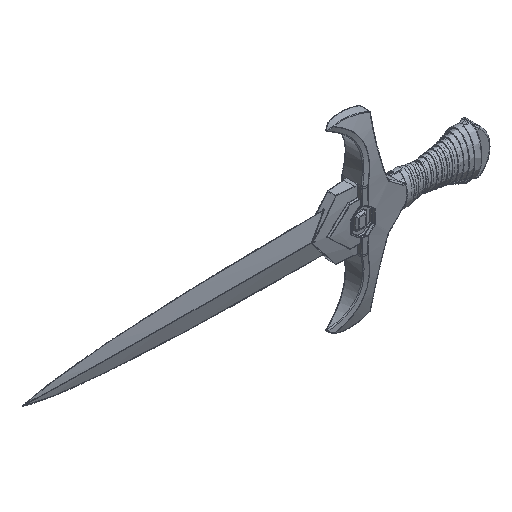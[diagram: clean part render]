
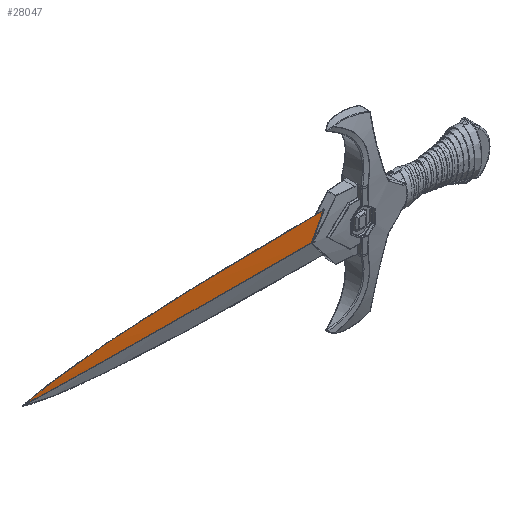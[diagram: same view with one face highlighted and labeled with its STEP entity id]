
A CAD part, isometric view. The second image highlights one B-rep face of the part: STEP entity #28047.
In plain terms, the highlighted free-form (B-spline) face has degree [2, 3] with [5, 8] control points.
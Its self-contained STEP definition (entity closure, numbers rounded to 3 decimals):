
#27506 = VERTEX_POINT('',#27507);
#27507 = CARTESIAN_POINT('',(253.26,-19.787,
    1.339));
#27514 = EDGE_CURVE('',#27515,#27506,#27517,.T.);
#27515 = VERTEX_POINT('',#27516);
#27516 = CARTESIAN_POINT('',(-1221.744,-4.238,
    0.674));
#27517 = B_SPLINE_CURVE_WITH_KNOTS('',3,(#27518,#27519,#27520,#27521,
    #27522,#27523,#27524,#27525,#27526,#27527,#27528,#27529,#27530,
    #27531,#27532,#27533),.UNSPECIFIED.,.F.,.F.,(4,2,2,2,2,2,2,4),(0.,
    0.069,0.138,0.207,0.276,
    0.553,0.829,1.106),.UNSPECIFIED.);
#27518 = CARTESIAN_POINT('',(-1221.744,-4.238,
    0.674));
#27519 = CARTESIAN_POINT('',(-1191.026,-5.197,
    0.763));
#27520 = CARTESIAN_POINT('',(-1160.306,-6.05,
    0.82));
#27521 = CARTESIAN_POINT('',(-1098.861,-7.597,
    0.912));
#27522 = CARTESIAN_POINT('',(-1068.137,-8.292,
    0.947));
#27523 = CARTESIAN_POINT('',(-1006.686,-9.576,
    1.007));
#27524 = CARTESIAN_POINT('',(-975.96,-10.165,
    1.033));
#27525 = CARTESIAN_POINT('',(-914.506,-11.263,
    1.078));
#27526 = CARTESIAN_POINT('',(-883.778,-11.772,
    1.097));
#27527 = CARTESIAN_POINT('',(-730.136,-14.15,
    1.186));
#27528 = CARTESIAN_POINT('',(-607.214,-15.521,
    1.226));
#27529 = CARTESIAN_POINT('',(-361.369,-17.628,1.285
    ));
#27530 = CARTESIAN_POINT('',(-238.445,-18.367,
    1.304));
#27531 = CARTESIAN_POINT('',(7.406,-19.393,1.33
    ));
#27532 = CARTESIAN_POINT('',(130.333,-19.677,
    1.336));
#27533 = CARTESIAN_POINT('',(253.26,-19.787,
    1.339));
#28047 = ADVANCED_FACE('',(#28048),#28105,.T.);
#28048 = FACE_BOUND('',#28049,.T.);
#28049 = EDGE_LOOP('',(#28050,#28093,#28094));
#28050 = ORIENTED_EDGE('',*,*,#28051,.T.);
#28051 = EDGE_CURVE('',#28052,#27515,#28054,.T.);
#28052 = VERTEX_POINT('',#28053);
#28053 = CARTESIAN_POINT('',(329.94,-4.238,
    98.769));
#28054 = B_SPLINE_CURVE_WITH_KNOTS('',3,(#28055,#28056,#28057,#28058,
    #28059,#28060,#28061,#28062,#28063,#28064,#28065,#28066,#28067,
    #28068,#28069,#28070,#28071,#28072,#28073,#28074,#28075,#28076,
    #28077,#28078,#28079,#28080,#28081,#28082,#28083,#28084,#28085,
    #28086,#28087,#28088,#28089,#28090,#28091,#28092),.UNSPECIFIED.,.F.,
  .F.,(4,2,2,2,2,2,2,2,2,2,2,2,2,2,2,2,2,2,4),(0.,0.146,
    0.292,0.438,0.584,0.657,
    0.73,0.803,0.876,0.912,
    0.949,0.985,1.022,1.058,
    1.095,1.113,1.131,1.149,
    1.168),.UNSPECIFIED.);
#28055 = CARTESIAN_POINT('',(329.94,-4.238,
    98.769));
#28056 = CARTESIAN_POINT('',(265.032,-4.238,
    98.669));
#28057 = CARTESIAN_POINT('',(200.123,-4.238,
    98.343));
#28058 = CARTESIAN_POINT('',(70.322,-4.238,
    97.168));
#28059 = CARTESIAN_POINT('',(5.429,-4.238,
    96.319));
#28060 = CARTESIAN_POINT('',(-124.339,-4.238,
    94.002));
#28061 = CARTESIAN_POINT('',(-189.214,-4.238,
    92.535));
#28062 = CARTESIAN_POINT('',(-318.941,-4.238,
    88.84));
#28063 = CARTESIAN_POINT('',(-383.794,-4.238,
    86.614));
#28064 = CARTESIAN_POINT('',(-481.051,-4.238,
    82.536));
#28065 = CARTESIAN_POINT('',(-513.467,-4.238,
    81.052));
#28066 = CARTESIAN_POINT('',(-578.29,-4.238,
    77.795));
#28067 = CARTESIAN_POINT('',(-610.697,-4.238,
    76.022));
#28068 = CARTESIAN_POINT('',(-675.501,-4.238,
    72.126));
#28069 = CARTESIAN_POINT('',(-707.898,-4.238,
    70.004));
#28070 = CARTESIAN_POINT('',(-772.652,-4.238,
    65.329));
#28071 = CARTESIAN_POINT('',(-805.012,-4.238,
    62.776));
#28072 = CARTESIAN_POINT('',(-853.518,-4.238,
    58.53));
#28073 = CARTESIAN_POINT('',(-869.681,-4.238,
    57.045));
#28074 = CARTESIAN_POINT('',(-901.994,-4.238,
    53.911));
#28075 = CARTESIAN_POINT('',(-918.144,-4.238,
    52.262));
#28076 = CARTESIAN_POINT('',(-950.415,-4.238,
    48.773));
#28077 = CARTESIAN_POINT('',(-966.537,-4.238,
    46.932));
#28078 = CARTESIAN_POINT('',(-998.75,-4.238,
    43.017));
#28079 = CARTESIAN_POINT('',(-1014.841,-4.238,
    40.942));
#28080 = CARTESIAN_POINT('',(-1046.982,-4.238,
    36.5));
#28081 = CARTESIAN_POINT('',(-1063.033,-4.238,
    34.133));
#28082 = CARTESIAN_POINT('',(-1095.083,-4.238,
    29.014));
#28083 = CARTESIAN_POINT('',(-1111.084,-4.238,
    26.263));
#28084 = CARTESIAN_POINT('',(-1135.025,-4.238,
    21.732));
#28085 = CARTESIAN_POINT('',(-1142.989,-4.238,
    20.155));
#28086 = CARTESIAN_POINT('',(-1158.878,-4.238,
    16.838));
#28087 = CARTESIAN_POINT('',(-1166.803,-4.238,
    15.098));
#28088 = CARTESIAN_POINT('',(-1182.604,-4.238,
    11.411));
#28089 = CARTESIAN_POINT('',(-1190.48,-4.238,
    9.465));
#28090 = CARTESIAN_POINT('',(-1206.167,-4.238,
    5.3));
#28091 = CARTESIAN_POINT('',(-1213.978,-4.238,
    3.083));
#28092 = CARTESIAN_POINT('',(-1221.744,-4.238,
    0.674));
#28093 = ORIENTED_EDGE('',*,*,#27514,.T.);
#28094 = ORIENTED_EDGE('',*,*,#28095,.F.);
#28095 = EDGE_CURVE('',#28052,#27506,#28096,.T.);
#28096 = B_SPLINE_CURVE_WITH_KNOTS('',3,(#28097,#28098,#28099,#28100,
    #28101,#28102,#28103,#28104),.UNSPECIFIED.,.F.,.F.,(4,2,2,4),(
    0.001,0.025,0.048,
    0.095),.UNSPECIFIED.);
#28097 = CARTESIAN_POINT('',(329.94,-4.238,
    98.769));
#28098 = CARTESIAN_POINT('',(323.521,-5.104,
    90.612));
#28099 = CARTESIAN_POINT('',(317.109,-6.1,
    82.465));
#28100 = CARTESIAN_POINT('',(304.3,-8.315,
    66.19));
#28101 = CARTESIAN_POINT('',(297.902,-9.534,
    58.061));
#28102 = CARTESIAN_POINT('',(278.731,-13.477,
    33.703));
#28103 = CARTESIAN_POINT('',(265.981,-16.486,
    17.503));
#28104 = CARTESIAN_POINT('',(253.26,-19.787,
    1.339));
#28105 = B_SPLINE_SURFACE_WITH_KNOTS('',2,3,(
    (#28106,#28107,#28108,#28109,#28110,#28111,#28112,#28113)
    ,(#28114,#28115,#28116,#28117,#28118,#28119,#28120,#28121)
    ,(#28122,#28123,#28124,#28125,#28126,#28127,#28128,#28129)
    ,(#28130,#28131,#28132,#28133,#28134,#28135,#28136,#28137)
    ,(#28138,#28139,#28140,#28141,#28142,#28143,#28144,#28145
  )),.UNSPECIFIED.,.F.,.F.,.F.,(3,2,3),(4,1,1,1,1,4),(
    -0.004,0.,0.441),(0.,0.187,
    0.373,0.56,0.78,1.),.UNSPECIFIED.);
#28106 = CARTESIAN_POINT('',(372.92,-20.34,
    -1.092));
#28107 = CARTESIAN_POINT('',(219.917,-20.34,
    -1.087));
#28108 = CARTESIAN_POINT('',(-69.138,-20.34,
    -3.557));
#28109 = CARTESIAN_POINT('',(-446.029,-20.34,
    -14.435));
#28110 = CARTESIAN_POINT('',(-778.668,-20.34,
    -32.982));
#28111 = CARTESIAN_POINT('',(-1048.23,-20.34,
    -61.2));
#28112 = CARTESIAN_POINT('',(-1159.571,-20.34,
    -83.61));
#28113 = CARTESIAN_POINT('',(-1196.809,-20.34,
    -96.213));
#28114 = CARTESIAN_POINT('',(372.92,-20.227,
    -0.546));
#28115 = CARTESIAN_POINT('',(219.913,-20.227,
    -0.541));
#28116 = CARTESIAN_POINT('',(-69.148,-20.227,
    -3.012));
#28117 = CARTESIAN_POINT('',(-446.05,-20.227,
    -13.89));
#28118 = CARTESIAN_POINT('',(-778.709,-20.227,
    -32.438));
#28119 = CARTESIAN_POINT('',(-1048.294,-20.227,
    -60.655));
#28120 = CARTESIAN_POINT('',(-1159.705,-20.227,
    -83.083));
#28121 = CARTESIAN_POINT('',(-1196.977,-20.227,
    -95.694));
#28122 = CARTESIAN_POINT('',(372.92,-20.115,
    0.));
#28123 = CARTESIAN_POINT('',(219.91,-20.115,
    0.005));
#28124 = CARTESIAN_POINT('',(-69.157,-20.115,
    -2.466));
#28125 = CARTESIAN_POINT('',(-446.071,-20.115,
    -13.344));
#28126 = CARTESIAN_POINT('',(-778.751,-20.115,
    -31.894));
#28127 = CARTESIAN_POINT('',(-1048.358,-20.115,
    -60.111));
#28128 = CARTESIAN_POINT('',(-1159.838,-20.115,
    -82.555));
#28129 = CARTESIAN_POINT('',(-1197.146,-20.115,
    -95.174));
#28130 = CARTESIAN_POINT('',(372.92,-8.863,
    54.579));
#28131 = CARTESIAN_POINT('',(219.598,-8.863,
    54.581));
#28132 = CARTESIAN_POINT('',(-70.095,-8.863,
    52.105));
#28133 = CARTESIAN_POINT('',(-448.198,-8.863,
    41.214));
#28134 = CARTESIAN_POINT('',(-782.907,-8.863,
    22.485));
#28135 = CARTESIAN_POINT('',(-1054.73,-8.863,
    -5.64));
#28136 = CARTESIAN_POINT('',(-1173.192,-8.863,
    -29.789));
#28137 = CARTESIAN_POINT('',(-1213.99,-8.863,
    -43.26));
#28138 = CARTESIAN_POINT('',(372.92,-4.105,
    100.059));
#28139 = CARTESIAN_POINT('',(219.337,-4.105,
    100.059));
#28140 = CARTESIAN_POINT('',(-70.876,-4.105,
    97.578));
#28141 = CARTESIAN_POINT('',(-449.971,-4.105,
    86.678));
#28142 = CARTESIAN_POINT('',(-786.37,-4.105,
    67.8));
#28143 = CARTESIAN_POINT('',(-1060.04,-4.105,
    39.751));
#28144 = CARTESIAN_POINT('',(-1184.32,-4.105,
    14.182));
#28145 = CARTESIAN_POINT('',(-1228.027,-4.105,
    0.));
